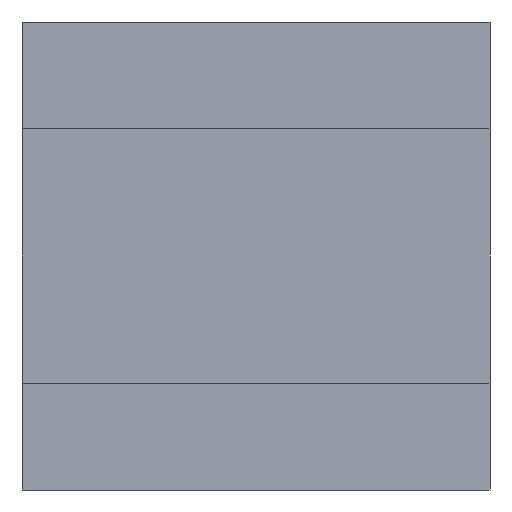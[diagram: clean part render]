
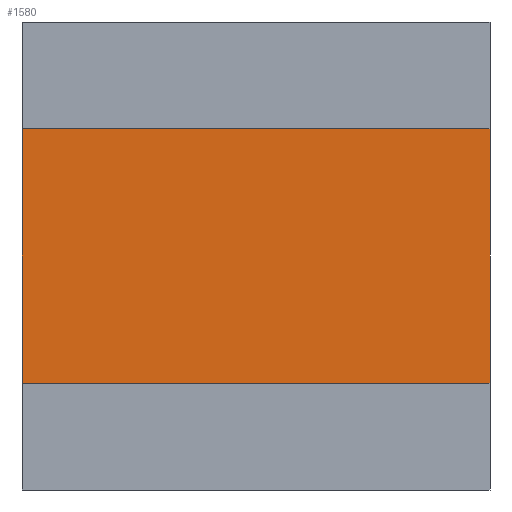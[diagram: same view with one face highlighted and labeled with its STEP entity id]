
A CAD part, front view. The second image highlights one B-rep face of the part: STEP entity #1580.
In plain terms, the highlighted planar face has unit normal (0, -1, 0).
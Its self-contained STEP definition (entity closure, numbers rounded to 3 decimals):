
#97 = DIRECTION ( 'NONE',  ( 0., 0., 1. ) ) ;
#114 = AXIS2_PLACEMENT_3D ( 'NONE', #863, #1560, #1427 ) ;
#230 = CARTESIAN_POINT ( 'NONE',  ( 0., -6.8, 1.9 ) ) ;
#264 = EDGE_LOOP ( 'NONE', ( #956, #711, #559, #1536 ) ) ;
#274 = VERTEX_POINT ( 'NONE', #373 ) ;
#282 = PLANE ( 'NONE',  #114 ) ;
#373 = CARTESIAN_POINT ( 'NONE',  ( 0., -6.8, 1.9 ) ) ;
#469 = VERTEX_POINT ( 'NONE', #1398 ) ;
#472 = CARTESIAN_POINT ( 'NONE',  ( 0., -6.8, -1.9 ) ) ;
#485 = EDGE_CURVE ( 'NONE', #1520, #274, #1511, .T. ) ;
#520 = DIRECTION ( 'NONE',  ( 0., 0., -1. ) ) ;
#559 = ORIENTED_EDGE ( 'NONE', *, *, #1447, .F. ) ;
#572 = VERTEX_POINT ( 'NONE', #472 ) ;
#627 = VECTOR ( 'NONE', #981, 1000. ) ;
#711 = ORIENTED_EDGE ( 'NONE', *, *, #1806, .F. ) ;
#855 = VECTOR ( 'NONE', #520, 1000. ) ;
#863 = CARTESIAN_POINT ( 'NONE',  ( 0., -6.8, 0. ) ) ;
#943 = DIRECTION ( 'NONE',  ( 1., 0., 0. ) ) ;
#956 = ORIENTED_EDGE ( 'NONE', *, *, #485, .F. ) ;
#981 = DIRECTION ( 'NONE',  ( -1., 0., 0. ) ) ;
#998 = FACE_OUTER_BOUND ( 'NONE', #264, .T. ) ;
#1116 = CARTESIAN_POINT ( 'NONE',  ( 0., -6.8, 3.5 ) ) ;
#1129 = CARTESIAN_POINT ( 'NONE',  ( 0., -6.8, -1.9 ) ) ;
#1162 = EDGE_CURVE ( 'NONE', #274, #572, #1773, .T. ) ;
#1185 = CARTESIAN_POINT ( 'NONE',  ( -7., -6.8, 1.9 ) ) ;
#1263 = VECTOR ( 'NONE', #97, 1000. ) ;
#1380 = LINE ( 'NONE', #1794, #1263 ) ;
#1398 = CARTESIAN_POINT ( 'NONE',  ( -7., -6.8, -1.9 ) ) ;
#1427 = DIRECTION ( 'NONE',  ( -1., 0., 0. ) ) ;
#1443 = VECTOR ( 'NONE', #943, 1000. ) ;
#1447 = EDGE_CURVE ( 'NONE', #572, #469, #1662, .T. ) ;
#1511 = LINE ( 'NONE', #230, #1443 ) ;
#1520 = VERTEX_POINT ( 'NONE', #1185 ) ;
#1536 = ORIENTED_EDGE ( 'NONE', *, *, #1162, .F. ) ;
#1560 = DIRECTION ( 'NONE',  ( 0., 1., 0. ) ) ;
#1580 = ADVANCED_FACE ( 'NONE', ( #998 ), #282, .F. ) ;
#1662 = LINE ( 'NONE', #1129, #627 ) ;
#1773 = LINE ( 'NONE', #1116, #855 ) ;
#1794 = CARTESIAN_POINT ( 'NONE',  ( -7., -6.8, 3.5 ) ) ;
#1806 = EDGE_CURVE ( 'NONE', #469, #1520, #1380, .T. ) ;
